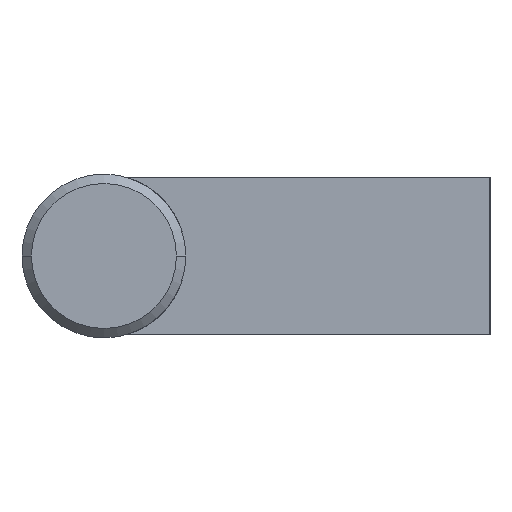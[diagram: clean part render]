
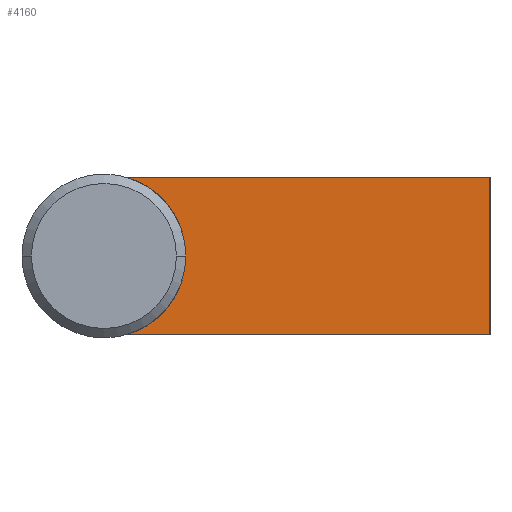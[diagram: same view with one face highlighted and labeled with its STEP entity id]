
A CAD part, left-side view. The second image highlights one B-rep face of the part: STEP entity #4160.
In plain terms, the highlighted planar face has unit normal (-1, 0, 0).
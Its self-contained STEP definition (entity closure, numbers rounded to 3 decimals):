
#2230=CARTESIAN_POINT('',(-101.,26.,0.));
#2240=VERTEX_POINT('',#2230);
#2270=CARTESIAN_POINT('',(-101.,33.,0.));
#2280=DIRECTION('',(1.,0.,0.));
#2290=DIRECTION('',(0.,-1.,0.));
#2300=AXIS2_PLACEMENT_3D('',#2270,#2280,#2290);
#2310=CIRCLE('',#2300,7.);
#2320=CARTESIAN_POINT('',(-101.,31.146,-6.75));
#2330=VERTEX_POINT('',#2320);
#2340=EDGE_CURVE('',#2240,#2330,#2310,.T.);
#2750=CARTESIAN_POINT('',(-101.,0.,-6.75));
#2760=DIRECTION('',(0.,1.,0.));
#2770=VECTOR('',#2760,1.);
#2780=LINE('',#2750,#2770);
#2790=CARTESIAN_POINT('',(-101.,0.,-6.75));
#2800=VERTEX_POINT('',#2790);
#2810=EDGE_CURVE('',#2800,#2330,#2780,.T.);
#3640=CARTESIAN_POINT('',(-101.,0.,6.75));
#3650=VERTEX_POINT('',#3640);
#3700=CARTESIAN_POINT('',(-101.,0.,0.));
#3710=DIRECTION('',(-0.,-0.,-1.));
#3720=VECTOR('',#3710,1.);
#3730=LINE('',#3700,#3720);
#3740=EDGE_CURVE('',#3650,#2800,#3730,.T.);
#3860=CARTESIAN_POINT('',(-101.,0.,6.75));
#3870=DIRECTION('',(0.,1.,0.));
#3880=VECTOR('',#3870,1.);
#3890=LINE('',#3860,#3880);
#3900=CARTESIAN_POINT('',(-101.,31.146,6.75));
#3910=VERTEX_POINT('',#3900);
#3920=EDGE_CURVE('',#3650,#3910,#3890,.T.);
#4030=CARTESIAN_POINT('',(-101.,0.,0.));
#4040=DIRECTION('',(1.,0.,0.));
#4050=DIRECTION('',(0.,-1.,0.));
#4060=AXIS2_PLACEMENT_3D('',#4030,#4040,#4050);
#4070=PLANE('',#4060);
#4080=EDGE_CURVE('',#3910,#2240,#2310,.T.);
#4090=ORIENTED_EDGE('',*,*,#4080,.T.);
#4100=ORIENTED_EDGE('',*,*,#3920,.T.);
#4110=ORIENTED_EDGE('',*,*,#3740,.F.);
#4120=ORIENTED_EDGE('',*,*,#2810,.F.);
#4130=ORIENTED_EDGE('',*,*,#2340,.T.);
#4140=EDGE_LOOP('',(#4130,#4120,#4110,#4100,#4090));
#4150=FACE_OUTER_BOUND('',#4140,.T.);
#4160=ADVANCED_FACE('',(#4150),#4070,.F.);
